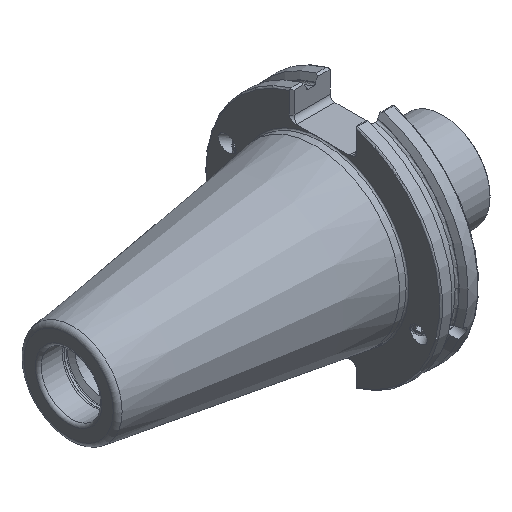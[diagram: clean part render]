
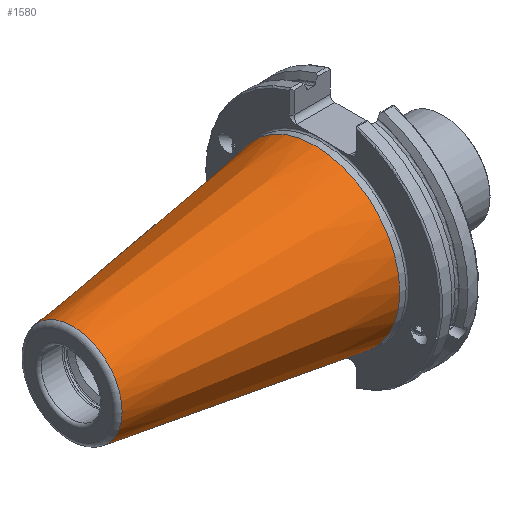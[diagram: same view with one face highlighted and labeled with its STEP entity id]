
A CAD part, isometric view. The second image highlights one B-rep face of the part: STEP entity #1580.
In plain terms, the highlighted conical face has half-angle 8.297 degrees and reference radius 34.925 mm.
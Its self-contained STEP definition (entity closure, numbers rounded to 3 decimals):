
#22 = DIRECTION ( 'NONE',  ( -1., 0., 0. ) ) ;
#319 = CARTESIAN_POINT ( 'NONE',  ( 0., 0., 0. ) ) ;
#462 = CARTESIAN_POINT ( 'NONE',  ( 0., 0., 0. ) ) ;
#995 = AXIS2_PLACEMENT_3D ( 'NONE', #319, #5404, #1181 ) ;
#1099 = AXIS2_PLACEMENT_3D ( 'NONE', #462, #22, #5552 ) ;
#1181 = DIRECTION ( 'NONE',  ( 0., 0., -1. ) ) ;
#1576 = EDGE_LOOP ( 'NONE', ( #3640 ) ) ;
#1580 = ADVANCED_FACE ( 'NONE', ( #2169, #1648 ), #5953, .T. ) ;
#1648 = FACE_OUTER_BOUND ( 'NONE', #1576, .T. ) ;
#1678 = CARTESIAN_POINT ( 'NONE',  ( -99.889, 0., 0. ) ) ;
#1739 = DIRECTION ( 'NONE',  ( 0., 0., 1. ) ) ;
#1963 = EDGE_CURVE ( 'NONE', #4121, #4121, #3808, .T. ) ;
#1973 = CARTESIAN_POINT ( 'NONE',  ( 0., 0., 34.925 ) ) ;
#2169 = FACE_BOUND ( 'NONE', #5208, .T. ) ;
#2868 = CIRCLE ( 'NONE', #1099, 34.925 ) ;
#3640 = ORIENTED_EDGE ( 'NONE', *, *, #6006, .T. ) ;
#3797 = CARTESIAN_POINT ( 'NONE',  ( -99.889, 0., 20.358 ) ) ;
#3808 = CIRCLE ( 'NONE', #5440, 20.358 ) ;
#4010 = DIRECTION ( 'NONE',  ( -1., 0., 0. ) ) ;
#4121 = VERTEX_POINT ( 'NONE', #3797 ) ;
#4400 = VERTEX_POINT ( 'NONE', #1973 ) ;
#5208 = EDGE_LOOP ( 'NONE', ( #5418 ) ) ;
#5404 = DIRECTION ( 'NONE',  ( 1., 0., 0. ) ) ;
#5418 = ORIENTED_EDGE ( 'NONE', *, *, #1963, .F. ) ;
#5440 = AXIS2_PLACEMENT_3D ( 'NONE', #1678, #4010, #1739 ) ;
#5552 = DIRECTION ( 'NONE',  ( 0., 0., 1. ) ) ;
#5953 = CONICAL_SURFACE ( 'NONE', #995, 34.925, 0.145 ) ;
#6006 = EDGE_CURVE ( 'NONE', #4400, #4400, #2868, .T. ) ;
